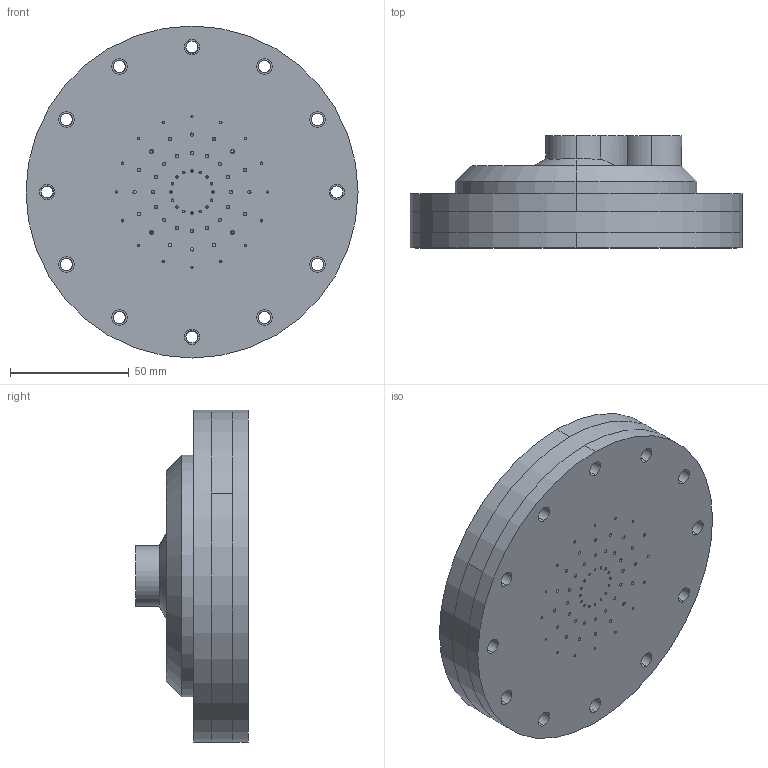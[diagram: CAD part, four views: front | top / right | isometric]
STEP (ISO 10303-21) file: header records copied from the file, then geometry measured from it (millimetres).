
FILE_DESCRIPTION (( 'STEP AP214' ), '1' );
FILE_NAME ('Injector Assembly V6-6-5_With ORB Fitting sized inlet.STEP', '2022-06-05T19:51:46', ( '' ), ( '' ), 'SwSTEP 2.0', 'SolidWorks 2021', '' );
FILE_SCHEMA (( 'AUTOMOTIVE_DESIGN' ));
Length unit declared in the file: inch
Products named in the file (4): Injector Assembly V6-6-5_With ORB Fitting sized inlet; Top Plate V4; Distribution Plate V4; Injector V4
Assembly tree (3 placements, depth 2):
  Injector Assembly V6-6-5_With ORB Fitting sized inlet
    Injector V4
    Distribution Plate V4
    Top Plate V4
Bounding box: 139.7 x 47.17 x 139.7 mm (x, y, z)
Volume: 352466 mm3; surface area: 127376.3 mm2
Topology: 3 solids, 3 shells, 391 faces, 1170 edges, 772 vertices
Faces by surface type: cylinder 322, plane 30, torus 22, cone 15, bspline 2
Entity records: 16589 total; most frequent: CARTESIAN_POINT 5659, ORIENTED_EDGE 2340, DIRECTION 2144, EDGE_CURVE 1170, AXIS2_PLACEMENT_3D 902, VERTEX_POINT 772, EDGE_LOOP 648, CIRCLE 507
